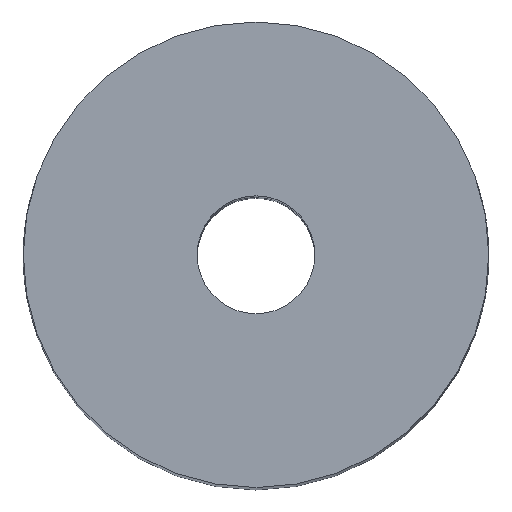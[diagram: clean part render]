
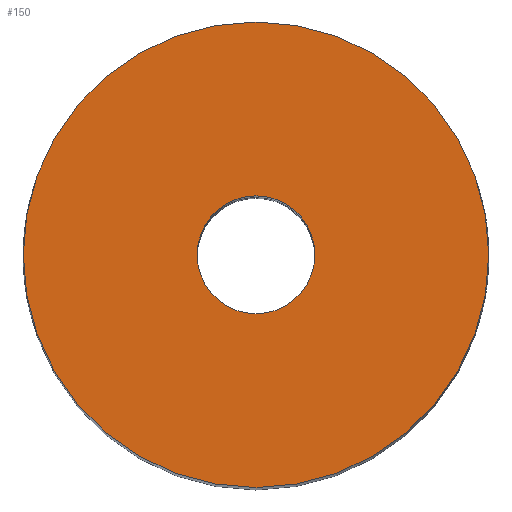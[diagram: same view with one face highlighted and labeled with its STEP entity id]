
A CAD part, top view. The second image highlights one B-rep face of the part: STEP entity #150.
In plain terms, the highlighted planar face has unit normal (0, 0, 1).
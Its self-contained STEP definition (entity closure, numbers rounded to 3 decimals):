
#15=PLANE('',#181);
#18=FACE_BOUND('',#38,.T.);
#21=CIRCLE('',#177,1.265);
#22=CIRCLE('',#179,5.);
#29=FACE_OUTER_BOUND('',#37,.T.);
#37=EDGE_LOOP('',(#136));
#38=EDGE_LOOP('',(#137));
#74=VERTEX_POINT('',#325);
#75=VERTEX_POINT('',#329);
#92=EDGE_CURVE('',#74,#74,#21,.T.);
#94=EDGE_CURVE('',#75,#75,#22,.T.);
#136=ORIENTED_EDGE('',*,*,#94,.T.);
#137=ORIENTED_EDGE('',*,*,#92,.T.);
#150=ADVANCED_FACE('',(#29,#18),#15,.T.);
#177=AXIS2_PLACEMENT_3D('',#326,#210,#211);
#179=AXIS2_PLACEMENT_3D('',#330,#215,#216);
#181=AXIS2_PLACEMENT_3D('',#335,#221,#222);
#210=DIRECTION('center_axis',(0.,0.,-1.));
#211=DIRECTION('ref_axis',(-1.,0.,0.));
#215=DIRECTION('center_axis',(0.,0.,1.));
#216=DIRECTION('ref_axis',(1.,0.,0.));
#221=DIRECTION('center_axis',(0.,0.,1.));
#222=DIRECTION('ref_axis',(1.,0.,0.));
#325=CARTESIAN_POINT('',(1.265,0.,30.));
#326=CARTESIAN_POINT('Origin',(0.,0.,30.));
#329=CARTESIAN_POINT('',(-5.,0.,30.));
#330=CARTESIAN_POINT('Origin',(0.,0.,30.));
#335=CARTESIAN_POINT('Origin',(0.,0.,30.));
